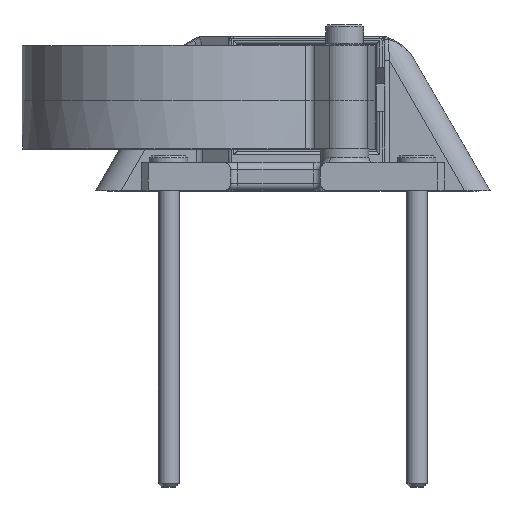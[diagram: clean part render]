
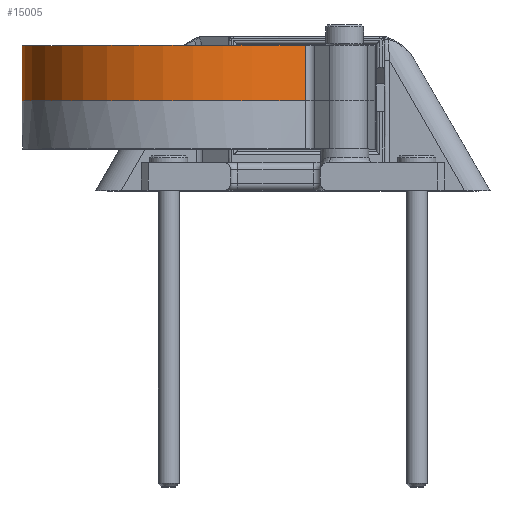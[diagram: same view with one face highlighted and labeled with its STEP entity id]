
A CAD part, top view. The second image highlights one B-rep face of the part: STEP entity #15005.
In plain terms, the highlighted cylindrical face has radius 25.65 mm (diameter 51.3 mm), a partial arc.
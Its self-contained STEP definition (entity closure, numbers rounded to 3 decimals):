
#1737=FACE_OUTER_BOUND('',#2640,.T.);
#2640=EDGE_LOOP('',(#10886,#10887,#10888,#10889));
#3529=LINE('',#22808,#4404);
#3545=LINE('',#22864,#4420);
#4404=VECTOR('',#18598,1000.);
#4420=VECTOR('',#18654,1000.);
#5496=CIRCLE('',#16359,25.65);
#5497=CIRCLE('',#16360,25.65);
#6228=VERTEX_POINT('',#22801);
#6231=VERTEX_POINT('',#22806);
#6250=VERTEX_POINT('',#22861);
#6251=VERTEX_POINT('',#22863);
#7942=EDGE_CURVE('',#6228,#6231,#3529,.T.);
#7968=EDGE_CURVE('',#6250,#6231,#5496,.T.);
#7969=EDGE_CURVE('',#6251,#6250,#3545,.T.);
#7970=EDGE_CURVE('',#6251,#6228,#5497,.T.);
#10886=ORIENTED_EDGE('',*,*,#7968,.F.);
#10887=ORIENTED_EDGE('',*,*,#7969,.F.);
#10888=ORIENTED_EDGE('',*,*,#7970,.T.);
#10889=ORIENTED_EDGE('',*,*,#7942,.T.);
#14597=CYLINDRICAL_SURFACE('',#16358,25.65);
#15005=ADVANCED_FACE('',(#1737),#14597,.T.);
#16358=AXIS2_PLACEMENT_3D('',#22860,#18650,#18651);
#16359=AXIS2_PLACEMENT_3D('',#22862,#18652,#18653);
#16360=AXIS2_PLACEMENT_3D('',#22865,#18655,#18656);
#18598=DIRECTION('',(0.,1.,0.));
#18650=DIRECTION('center_axis',(0.,1.,0.));
#18651=DIRECTION('ref_axis',(0.445,0.,-0.895));
#18652=DIRECTION('center_axis',(0.,1.,0.));
#18653=DIRECTION('ref_axis',(0.,0.,1.));
#18654=DIRECTION('',(0.,1.,0.));
#18655=DIRECTION('center_axis',(0.,1.,0.));
#18656=DIRECTION('ref_axis',(0.,0.,1.));
#22801=CARTESIAN_POINT('',(-17.333,-8.,-20.467));
#22806=CARTESIAN_POINT('',(-17.333,0.,-20.467));
#22808=CARTESIAN_POINT('',(-17.333,-8.,-20.467));
#22860=CARTESIAN_POINT('Origin',(-1.85,-8.,-0.017));
#22861=CARTESIAN_POINT('',(23.8,0.,0.));
#22862=CARTESIAN_POINT('Origin',(-1.85,0.,-0.017));
#22863=CARTESIAN_POINT('',(23.8,-8.,0.));
#22864=CARTESIAN_POINT('',(23.8,-8.,0.));
#22865=CARTESIAN_POINT('Origin',(-1.85,-8.,-0.017));
